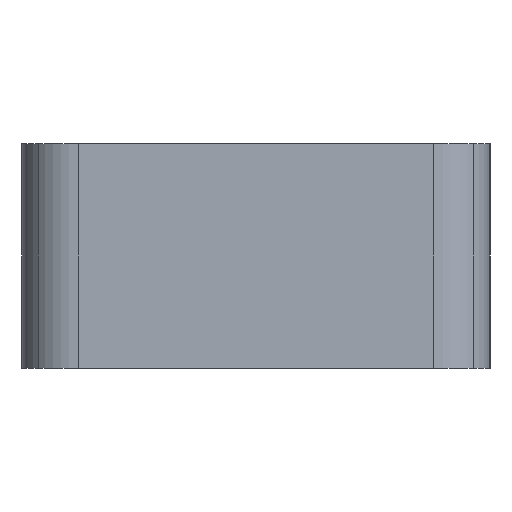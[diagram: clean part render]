
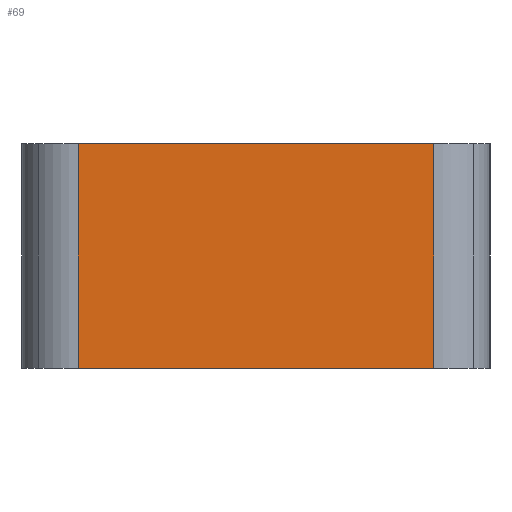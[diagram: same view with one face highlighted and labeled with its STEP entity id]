
A CAD part, left-side view. The second image highlights one B-rep face of the part: STEP entity #69.
In plain terms, the highlighted planar face has unit normal (-1, 0, 0).
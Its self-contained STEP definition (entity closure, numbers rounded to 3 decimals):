
#69=ADVANCED_FACE('',(#166),#167,.T.);
#166=FACE_OUTER_BOUND('',#292,.T.);
#167=PLANE('',#293);
#292=EDGE_LOOP('',(#427,#428,#429,#430));
#293=AXIS2_PLACEMENT_3D('',#431,#432,#433);
#427=ORIENTED_EDGE('',*,*,#755,.F.);
#428=ORIENTED_EDGE('',*,*,#756,.F.);
#429=ORIENTED_EDGE('',*,*,#757,.F.);
#430=ORIENTED_EDGE('',*,*,#758,.T.);
#431=CARTESIAN_POINT('',(-99.02,213.231,12.0));
#432=DIRECTION('',(-1.0,0.0,0.0));
#433=DIRECTION('',(0.0,0.0,1.0));
#755=EDGE_CURVE('',#898,#899,#900,.T.);
#756=EDGE_CURVE('',#901,#898,#902,.T.);
#757=EDGE_CURVE('',#903,#901,#904,.T.);
#758=EDGE_CURVE('',#903,#899,#905,.T.);
#898=VERTEX_POINT('',#1093);
#899=VERTEX_POINT('',#1094);
#900=LINE('',#1095,#1096);
#901=VERTEX_POINT('',#1097);
#902=LINE('',#1098,#1099);
#903=VERTEX_POINT('',#1100);
#904=LINE('',#1101,#1102);
#905=LINE('',#1103,#1104);
#1093=CARTESIAN_POINT('',(-99.02,235.231,0.0));
#1094=CARTESIAN_POINT('',(-99.02,235.231,12.0));
#1095=CARTESIAN_POINT('',(-99.02,235.231,12.0));
#1096=VECTOR('',#1316,1.0);
#1097=CARTESIAN_POINT('',(-99.02,216.231,0.0));
#1098=CARTESIAN_POINT('',(-99.02,213.231,0.0));
#1099=VECTOR('',#1317,1.0);
#1100=CARTESIAN_POINT('',(-99.02,216.231,12.0));
#1101=CARTESIAN_POINT('',(-99.02,216.231,12.0));
#1102=VECTOR('',#1318,1.0);
#1103=CARTESIAN_POINT('',(-99.02,213.231,12.0));
#1104=VECTOR('',#1319,1.0);
#1316=DIRECTION('',(0.0,0.0,1.0));
#1317=DIRECTION('',(0.0,1.0,0.0));
#1318=DIRECTION('',(-0.0,-0.0,-1.0));
#1319=DIRECTION('',(0.0,1.0,0.0));
